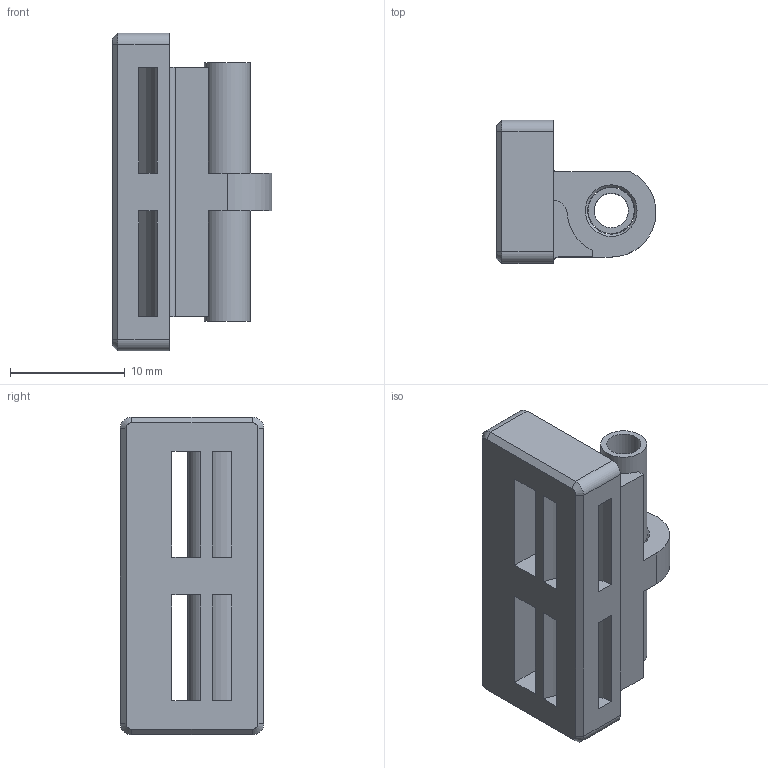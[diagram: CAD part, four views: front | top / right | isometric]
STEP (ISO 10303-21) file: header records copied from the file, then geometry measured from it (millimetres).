
FILE_DESCRIPTION(/* description */ (''),/* implementation_level */ '2;1');
FILE_NAME(/* name */ 'SLM Belt Clips x2.step',/* time_stamp */ '2024-04-04T12:40:35-04:00',/* author */ (''),/* organization */ (''),/* preprocessor_version */ 'ST-DEVELOPER v20',/* originating_system */ 'Autodesk Translation Framework v12.20.1.177',/* authorisation */ '');
FILE_SCHEMA (('AUTOMOTIVE_DESIGN { 1 0 10303 214 3 1 1 }'));
Length unit declared in the file: millimetre
Products named in the file (3): Belt Clip; Belt Tube 4mm OD/ 3mm ID (1) (1); Printed Part Belt Clip
Assembly tree (2 placements, depth 2):
  Belt Clip
    Belt Tube 4mm OD/ 3mm ID (1) (1)
    Printed Part Belt Clip
Bounding box: 13.93 x 12.5 x 27.7 mm (x, y, z)
Volume: 1784.3 mm3; surface area: 2137.2 mm2
Topology: 2 solids, 2 shells, 54 faces, 141 edges, 90 vertices
Faces by surface type: plane 30, cylinder 18, cone 6
Full cylindrical faces by diameter (mm): 3 x1, 4 x1, 4.1 x1
Entity records: 1769 total; most frequent: DIRECTION 303, CARTESIAN_POINT 290, ORIENTED_EDGE 282, EDGE_CURVE 141, AXIS2_PLACEMENT_3D 103, LINE 97, VECTOR 97, VERTEX_POINT 90
